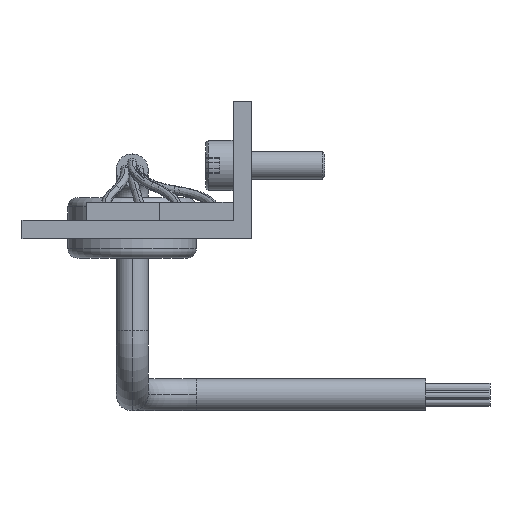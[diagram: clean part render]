
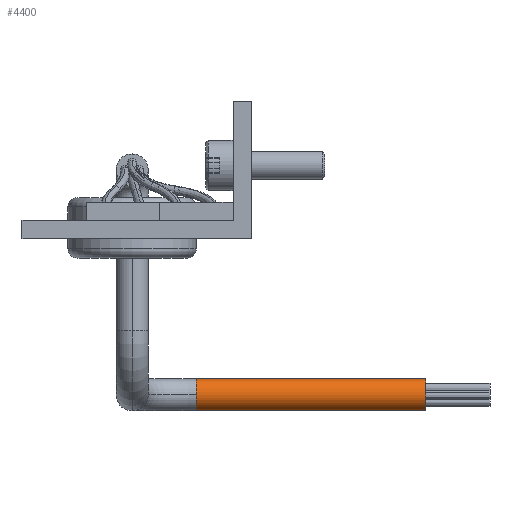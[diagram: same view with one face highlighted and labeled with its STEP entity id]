
A CAD part, left-side view. The second image highlights one B-rep face of the part: STEP entity #4400.
In plain terms, the highlighted cylindrical face has radius 1.75 mm (diameter 3.5 mm), a partial arc.
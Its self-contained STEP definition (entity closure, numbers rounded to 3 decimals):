
#515 = CARTESIAN_POINT ( 'NONE',  ( 18.75, -7., 16. ) ) ;
#624 = EDGE_CURVE ( 'NONE', #2821, #3575, #7025, .T. ) ;
#662 = ORIENTED_EDGE ( 'NONE', *, *, #1456, .T. ) ;
#667 = DIRECTION ( 'NONE',  ( 0., -1., 0. ) ) ;
#689 = CIRCLE ( 'NONE', #3829, 1.75 ) ;
#814 = VECTOR ( 'NONE', #5331, 1000. ) ;
#1456 = EDGE_CURVE ( 'NONE', #2160, #7541, #5571, .T. ) ;
#1620 = CARTESIAN_POINT ( 'NONE',  ( 15.25, -7., 16. ) ) ;
#1694 = DIRECTION ( 'NONE',  ( 0., -1., 0. ) ) ;
#1741 = ORIENTED_EDGE ( 'NONE', *, *, #624, .F. ) ;
#1747 = LINE ( 'NONE', #1620, #5555 ) ;
#1820 = LINE ( 'NONE', #515, #814 ) ;
#1853 = CARTESIAN_POINT ( 'NONE',  ( 17., -32., 16. ) ) ;
#1983 = CARTESIAN_POINT ( 'NONE',  ( 15.25, -7., 16. ) ) ;
#2160 = VERTEX_POINT ( 'NONE', #6176 ) ;
#2309 = DIRECTION ( 'NONE',  ( 1., 0., 0. ) ) ;
#2821 = VERTEX_POINT ( 'NONE', #4594 ) ;
#2965 = FACE_OUTER_BOUND ( 'NONE', #5915, .T. ) ;
#3068 = EDGE_CURVE ( 'NONE', #6895, #2160, #689, .T. ) ;
#3306 = ORIENTED_EDGE ( 'NONE', *, *, #4283, .F. ) ;
#3518 = ORIENTED_EDGE ( 'NONE', *, *, #7150, .T. ) ;
#3575 = VERTEX_POINT ( 'NONE', #6753 ) ;
#3733 = DIRECTION ( 'NONE',  ( 1., 0., 0. ) ) ;
#3829 = AXIS2_PLACEMENT_3D ( 'NONE', #6526, #4694, #4071 ) ;
#4071 = DIRECTION ( 'NONE',  ( 1., 0., 0. ) ) ;
#4192 = CYLINDRICAL_SURFACE ( 'NONE', #7562, 1.75 ) ;
#4283 = EDGE_CURVE ( 'NONE', #6895, #2821, #1747, .T. ) ;
#4300 = DIRECTION ( 'NONE',  ( 1., 0., 0. ) ) ;
#4323 = DIRECTION ( 'NONE',  ( 0., -1., 0. ) ) ;
#4400 = ADVANCED_FACE ( 'NONE', ( #2965 ), #4192, .T. ) ;
#4594 = CARTESIAN_POINT ( 'NONE',  ( 15.25, -32., 16. ) ) ;
#4694 = DIRECTION ( 'NONE',  ( 0., -1., 0. ) ) ;
#4993 = AXIS2_PLACEMENT_3D ( 'NONE', #6214, #4323, #3733 ) ;
#5137 = AXIS2_PLACEMENT_3D ( 'NONE', #1853, #667, #4300 ) ;
#5317 = DIRECTION ( 'NONE',  ( 0., -1., 0. ) ) ;
#5331 = DIRECTION ( 'NONE',  ( 0., -1., 0. ) ) ;
#5555 = VECTOR ( 'NONE', #5317, 1000. ) ;
#5571 = CIRCLE ( 'NONE', #4993, 1.75 ) ;
#5915 = EDGE_LOOP ( 'NONE', ( #3306, #7245, #662, #3518, #1741 ) ) ;
#6176 = CARTESIAN_POINT ( 'NONE',  ( 17., -7., 14.25 ) ) ;
#6214 = CARTESIAN_POINT ( 'NONE',  ( 17., -7., 16. ) ) ;
#6393 = CARTESIAN_POINT ( 'NONE',  ( 18.75, -7., 16. ) ) ;
#6526 = CARTESIAN_POINT ( 'NONE',  ( 17., -7., 16. ) ) ;
#6610 = CARTESIAN_POINT ( 'NONE',  ( 17., -7., 16. ) ) ;
#6753 = CARTESIAN_POINT ( 'NONE',  ( 18.75, -32., 16. ) ) ;
#6895 = VERTEX_POINT ( 'NONE', #1983 ) ;
#7025 = CIRCLE ( 'NONE', #5137, 1.75 ) ;
#7150 = EDGE_CURVE ( 'NONE', #7541, #3575, #1820, .T. ) ;
#7245 = ORIENTED_EDGE ( 'NONE', *, *, #3068, .T. ) ;
#7541 = VERTEX_POINT ( 'NONE', #6393 ) ;
#7562 = AXIS2_PLACEMENT_3D ( 'NONE', #6610, #1694, #2309 ) ;
